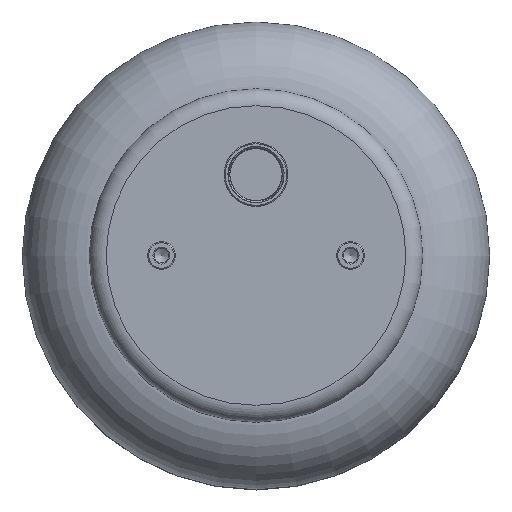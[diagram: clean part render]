
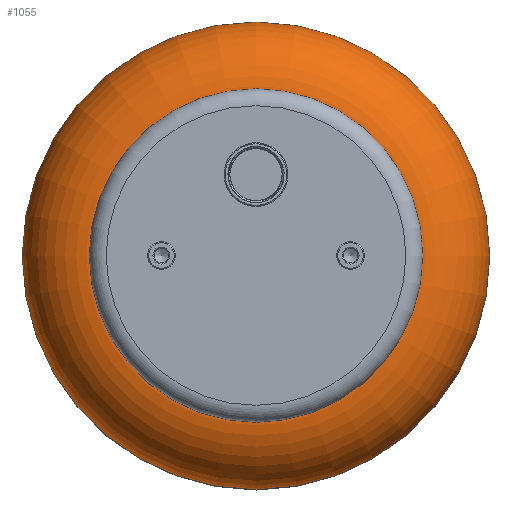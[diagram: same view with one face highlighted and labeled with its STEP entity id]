
A CAD part, top view. The second image highlights one B-rep face of the part: STEP entity #1055.
In plain terms, the highlighted toroidal (fillet/blend) face has major radius 75 mm and minor radius 35 mm.
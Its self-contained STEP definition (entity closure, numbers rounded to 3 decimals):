
#906=TOROIDAL_SURFACE('',#2595,75.,35.);
#1055=ADVANCED_FACE('',(#1331,#1332),#906,.T.);
#1331=FACE_BOUND('',#1653,.T.);
#1332=FACE_BOUND('',#1654,.T.);
#1653=EDGE_LOOP('',(#1881));
#1654=EDGE_LOOP('',(#1882));
#1881=ORIENTED_EDGE('',*,*,#2322,.T.);
#1882=ORIENTED_EDGE('',*,*,#2321,.F.);
#2099=VERTEX_POINT('',#3624);
#2100=VERTEX_POINT('',#3627);
#2321=EDGE_CURVE('',#2099,#2099,#2445,.T.);
#2322=EDGE_CURVE('',#2100,#2100,#2446,.T.);
#2445=CIRCLE('',#2592,75.);
#2446=CIRCLE('',#2594,110.);
#2592=AXIS2_PLACEMENT_3D('',#3623,#2988,#2989);
#2594=AXIS2_PLACEMENT_3D('',#3626,#2992,#2993);
#2595=AXIS2_PLACEMENT_3D('',#3628,#2994,#2995);
#2988=DIRECTION('',(0.,0.,1.));
#2989=DIRECTION('',(-1.,0.,0.));
#2992=DIRECTION('',(0.,0.,1.));
#2993=DIRECTION('',(-1.,0.,0.));
#2994=DIRECTION('',(0.,0.,1.));
#2995=DIRECTION('',(-1.,0.,0.));
#3623=CARTESIAN_POINT('',(0.,0.,240.));
#3624=CARTESIAN_POINT('',(-75.,0.,240.));
#3626=CARTESIAN_POINT('',(0.,0.,205.));
#3627=CARTESIAN_POINT('',(-110.,0.,205.));
#3628=CARTESIAN_POINT('',(0.,0.,205.));
